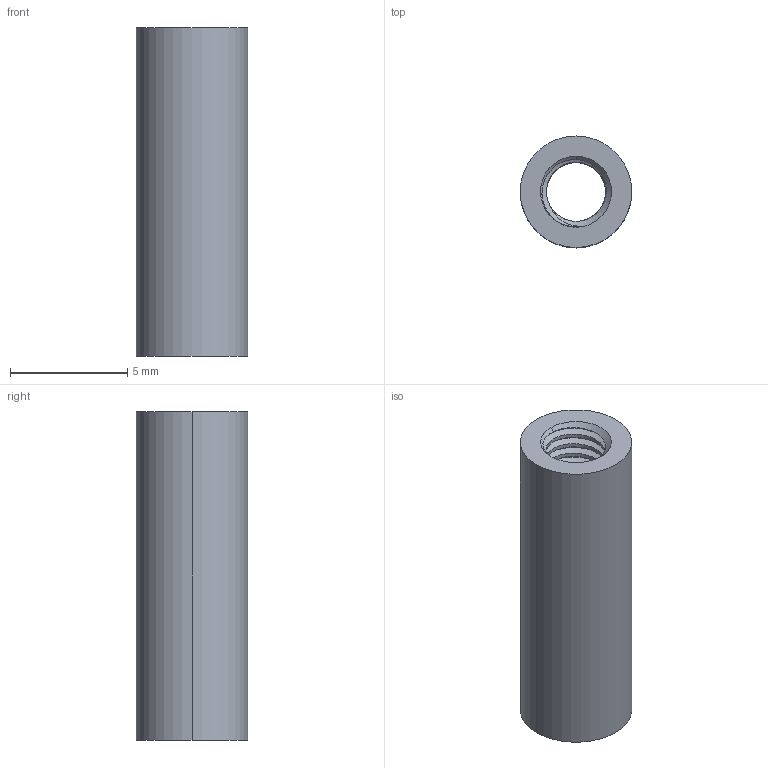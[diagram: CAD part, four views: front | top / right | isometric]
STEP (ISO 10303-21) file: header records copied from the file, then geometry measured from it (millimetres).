
FILE_DESCRIPTION((''),'2;1');
FILE_NAME('R30-500','2008-01-08T',('wbourne'),(''),'PRO/ENGINEER BY PARAMETRIC TECHNOLOGY CORPORATION, 2003490','PRO/ENGINEER BY PARAMETRIC TECHNOLOGY CORPORATION, 2003490','');
FILE_SCHEMA(('CONFIG_CONTROL_DESIGN'));
Length unit declared in the file: millimetre
Products named in the file (1): R30-500
Bounding box: 4.76 x 4.76 x 14 mm (x, y, z)
Volume: 167.4 mm3; surface area: 416.4 mm2
Topology: 1 solids, 1 shells, 86 faces, 238 edges, 154 vertices
Faces by surface type: cylinder 56, bspline 24, cone 4, plane 2
Entity records: 11918 total; most frequent: CARTESIAN_POINT 10030, ORIENTED_EDGE 476, EDGE_CURVE 238, DIRECTION 232, VERTEX_POINT 154, B_SPLINE_CURVE_WITH_KNOTS 144, EDGE_LOOP 88, FACE_OUTER_BOUND 86
